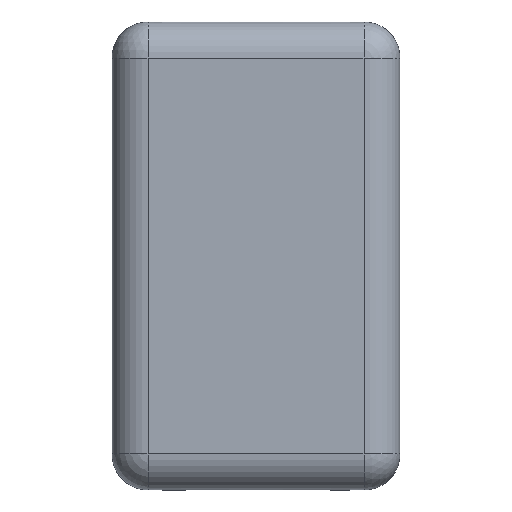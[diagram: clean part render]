
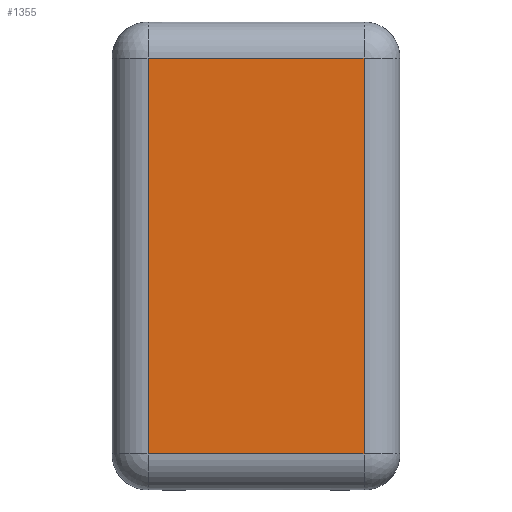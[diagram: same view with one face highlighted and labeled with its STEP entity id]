
A CAD part, front view. The second image highlights one B-rep face of the part: STEP entity #1355.
In plain terms, the highlighted planar face has unit normal (0, -1, 0).
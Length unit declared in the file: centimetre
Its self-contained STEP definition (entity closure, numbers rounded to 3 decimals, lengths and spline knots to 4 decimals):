
#78 = CARTESIAN_POINT ( 'NONE',  ( 3., -1.75, -5.5 ) ) ;
#103 = CARTESIAN_POINT ( 'NONE',  ( -3., -1.75, -5.5 ) ) ;
#122 = FACE_OUTER_BOUND ( 'NONE', #495, .T. ) ;
#166 = VECTOR ( 'NONE', #1487, 100. ) ;
#169 = VECTOR ( 'NONE', #491, 100. ) ;
#171 = CARTESIAN_POINT ( 'NONE',  ( 3., -1.75, 5.5 ) ) ;
#198 = LINE ( 'NONE', #1363, #808 ) ;
#217 = CARTESIAN_POINT ( 'NONE',  ( -4., -1.75, 6.5 ) ) ;
#242 = AXIS2_PLACEMENT_3D ( 'NONE', #217, #686, #1155 ) ;
#351 = VERTEX_POINT ( 'NONE', #103 ) ;
#369 = LINE ( 'NONE', #1445, #169 ) ;
#427 = CARTESIAN_POINT ( 'NONE',  ( -3., -1.75, 5.5 ) ) ;
#474 = EDGE_CURVE ( 'NONE', #1213, #585, #369, .T. ) ;
#491 = DIRECTION ( 'NONE',  ( 0., 0., 1. ) ) ;
#495 = EDGE_LOOP ( 'NONE', ( #1393, #823, #1315, #725 ) ) ;
#549 = VERTEX_POINT ( 'NONE', #427 ) ;
#585 = VERTEX_POINT ( 'NONE', #171 ) ;
#666 = EDGE_CURVE ( 'NONE', #585, #549, #925, .T. ) ;
#686 = DIRECTION ( 'NONE',  ( 0., 1., 0. ) ) ;
#725 = ORIENTED_EDGE ( 'NONE', *, *, #666, .T. ) ;
#808 = VECTOR ( 'NONE', #1233, 100. ) ;
#813 = PLANE ( 'NONE',  #242 ) ;
#823 = ORIENTED_EDGE ( 'NONE', *, *, #975, .T. ) ;
#830 = DIRECTION ( 'NONE',  ( 0., 0., -1. ) ) ;
#925 = LINE ( 'NONE', #958, #166 ) ;
#930 = CARTESIAN_POINT ( 'NONE',  ( -3., -1.75, 6.5 ) ) ;
#958 = CARTESIAN_POINT ( 'NONE',  ( -4., -1.75, 5.5 ) ) ;
#975 = EDGE_CURVE ( 'NONE', #351, #1213, #198, .T. ) ;
#1016 = EDGE_CURVE ( 'NONE', #549, #351, #1499, .T. ) ;
#1155 = DIRECTION ( 'NONE',  ( 0., 0., 1. ) ) ;
#1213 = VERTEX_POINT ( 'NONE', #78 ) ;
#1233 = DIRECTION ( 'NONE',  ( 1., 0., 0. ) ) ;
#1315 = ORIENTED_EDGE ( 'NONE', *, *, #474, .T. ) ;
#1355 = ADVANCED_FACE ( 'NONE', ( #122 ), #813, .F. ) ;
#1363 = CARTESIAN_POINT ( 'NONE',  ( -4., -1.75, -5.5 ) ) ;
#1393 = ORIENTED_EDGE ( 'NONE', *, *, #1016, .T. ) ;
#1442 = VECTOR ( 'NONE', #830, 100. ) ;
#1445 = CARTESIAN_POINT ( 'NONE',  ( 3., -1.75, 6.5 ) ) ;
#1487 = DIRECTION ( 'NONE',  ( -1., 0., 0. ) ) ;
#1499 = LINE ( 'NONE', #930, #1442 ) ;
